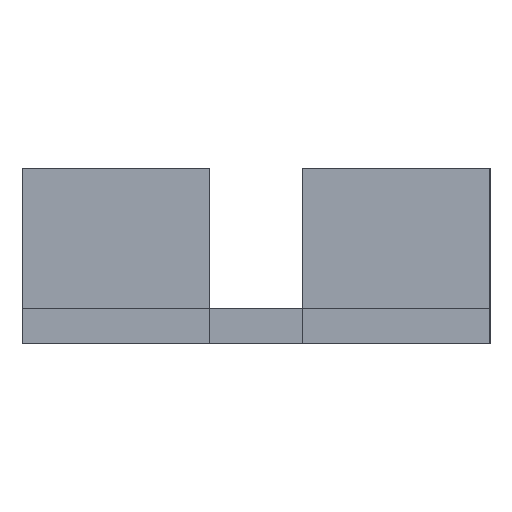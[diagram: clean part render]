
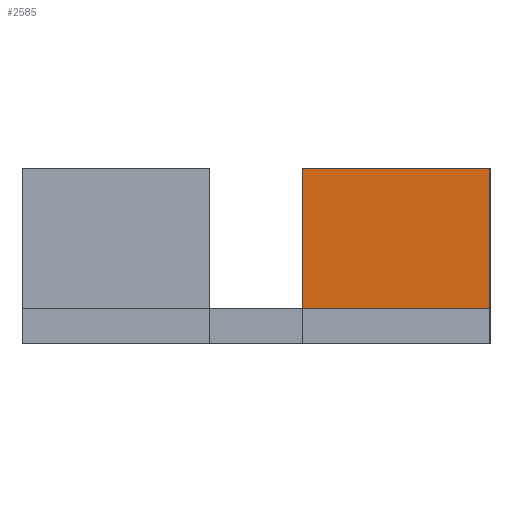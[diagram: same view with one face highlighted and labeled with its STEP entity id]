
A CAD part, left-side view. The second image highlights one B-rep face of the part: STEP entity #2585.
In plain terms, the highlighted planar face has unit normal (-1, 0, 0).
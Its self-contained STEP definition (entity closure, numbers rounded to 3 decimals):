
#22 = VERTEX_POINT('',#23);
#23 = CARTESIAN_POINT('',(-28.,-20.,-5.5));
#44 = PLANE('',#45);
#45 = AXIS2_PLACEMENT_3D('',#46,#47,#48);
#46 = CARTESIAN_POINT('',(-28.,-4.,-5.5));
#47 = DIRECTION('',(-1.,-0.,-0.));
#48 = DIRECTION('',(0.,-1.,0.));
#126 = PLANE('',#127);
#127 = AXIS2_PLACEMENT_3D('',#128,#129,#130);
#128 = CARTESIAN_POINT('',(-12.,-20.,-5.5));
#129 = DIRECTION('',(0.,-1.,0.));
#130 = DIRECTION('',(-1.,0.,0.));
#142 = VERTEX_POINT('',#143);
#143 = CARTESIAN_POINT('',(-28.,-4.,-5.5));
#193 = EDGE_CURVE('',#142,#22,#194,.T.);
#194 = SURFACE_CURVE('',#195,(#199,#206),.PCURVE_S1.);
#195 = LINE('',#196,#197);
#196 = CARTESIAN_POINT('',(-28.,-4.,-5.5));
#197 = VECTOR('',#198,1.);
#198 = DIRECTION('',(0.,-1.,0.));
#199 = PCURVE('',#44,#200);
#200 = DEFINITIONAL_REPRESENTATION('',(#201),#205);
#201 = LINE('',#202,#203);
#202 = CARTESIAN_POINT('',(0.,0.));
#203 = VECTOR('',#204,1.);
#204 = DIRECTION('',(1.,0.));
#205 = ( GEOMETRIC_REPRESENTATION_CONTEXT(2) 
PARAMETRIC_REPRESENTATION_CONTEXT() REPRESENTATION_CONTEXT('2D SPACE',''
  ) );
#206 = PCURVE('',#207,#212);
#207 = PLANE('',#208);
#208 = AXIS2_PLACEMENT_3D('',#209,#210,#211);
#209 = CARTESIAN_POINT('',(-28.,-20.,-5.5));
#210 = DIRECTION('',(-1.,0.,0.));
#211 = DIRECTION('',(0.,1.,0.));
#212 = DEFINITIONAL_REPRESENTATION('',(#213),#217);
#213 = LINE('',#214,#215);
#214 = CARTESIAN_POINT('',(16.,0.));
#215 = VECTOR('',#216,1.);
#216 = DIRECTION('',(-1.,0.));
#217 = ( GEOMETRIC_REPRESENTATION_CONTEXT(2) 
PARAMETRIC_REPRESENTATION_CONTEXT() REPRESENTATION_CONTEXT('2D SPACE',''
  ) );
#327 = VERTEX_POINT('',#328);
#328 = CARTESIAN_POINT('',(-28.,-20.,6.5));
#342 = PLANE('',#343);
#343 = AXIS2_PLACEMENT_3D('',#344,#345,#346);
#344 = CARTESIAN_POINT('',(-20.,-12.,6.5));
#345 = DIRECTION('',(-0.,-0.,-1.));
#346 = DIRECTION('',(-1.,0.,0.));
#354 = EDGE_CURVE('',#22,#327,#355,.T.);
#355 = SURFACE_CURVE('',#356,(#360,#367),.PCURVE_S1.);
#356 = LINE('',#357,#358);
#357 = CARTESIAN_POINT('',(-28.,-20.,-5.5));
#358 = VECTOR('',#359,1.);
#359 = DIRECTION('',(0.,0.,1.));
#360 = PCURVE('',#126,#361);
#361 = DEFINITIONAL_REPRESENTATION('',(#362),#366);
#362 = LINE('',#363,#364);
#363 = CARTESIAN_POINT('',(16.,0.));
#364 = VECTOR('',#365,1.);
#365 = DIRECTION('',(0.,-1.));
#366 = ( GEOMETRIC_REPRESENTATION_CONTEXT(2) 
PARAMETRIC_REPRESENTATION_CONTEXT() REPRESENTATION_CONTEXT('2D SPACE',''
  ) );
#367 = PCURVE('',#207,#368);
#368 = DEFINITIONAL_REPRESENTATION('',(#369),#373);
#369 = LINE('',#370,#371);
#370 = CARTESIAN_POINT('',(0.,0.));
#371 = VECTOR('',#372,1.);
#372 = DIRECTION('',(0.,-1.));
#373 = ( GEOMETRIC_REPRESENTATION_CONTEXT(2) 
PARAMETRIC_REPRESENTATION_CONTEXT() REPRESENTATION_CONTEXT('2D SPACE',''
  ) );
#2574 = PLANE('',#2575);
#2575 = AXIS2_PLACEMENT_3D('',#2576,#2577,#2578);
#2576 = CARTESIAN_POINT('',(-28.,-4.,-5.5));
#2577 = DIRECTION('',(0.,1.,0.));
#2578 = DIRECTION('',(1.,0.,0.));
#2585 = ADVANCED_FACE('',(#2586),#207,.T.);
#2586 = FACE_BOUND('',#2587,.T.);
#2587 = EDGE_LOOP('',(#2588,#2589,#2612,#2633));
#2588 = ORIENTED_EDGE('',*,*,#354,.T.);
#2589 = ORIENTED_EDGE('',*,*,#2590,.T.);
#2590 = EDGE_CURVE('',#327,#2591,#2593,.T.);
#2591 = VERTEX_POINT('',#2592);
#2592 = CARTESIAN_POINT('',(-28.,-4.,6.5));
#2593 = SURFACE_CURVE('',#2594,(#2598,#2605),.PCURVE_S1.);
#2594 = LINE('',#2595,#2596);
#2595 = CARTESIAN_POINT('',(-28.,-20.,6.5));
#2596 = VECTOR('',#2597,1.);
#2597 = DIRECTION('',(0.,1.,0.));
#2598 = PCURVE('',#207,#2599);
#2599 = DEFINITIONAL_REPRESENTATION('',(#2600),#2604);
#2600 = LINE('',#2601,#2602);
#2601 = CARTESIAN_POINT('',(0.,-12.));
#2602 = VECTOR('',#2603,1.);
#2603 = DIRECTION('',(1.,0.));
#2604 = ( GEOMETRIC_REPRESENTATION_CONTEXT(2) 
PARAMETRIC_REPRESENTATION_CONTEXT() REPRESENTATION_CONTEXT('2D SPACE',''
  ) );
#2605 = PCURVE('',#342,#2606);
#2606 = DEFINITIONAL_REPRESENTATION('',(#2607),#2611);
#2607 = LINE('',#2608,#2609);
#2608 = CARTESIAN_POINT('',(8.,-8.));
#2609 = VECTOR('',#2610,1.);
#2610 = DIRECTION('',(0.,1.));
#2611 = ( GEOMETRIC_REPRESENTATION_CONTEXT(2) 
PARAMETRIC_REPRESENTATION_CONTEXT() REPRESENTATION_CONTEXT('2D SPACE',''
  ) );
#2612 = ORIENTED_EDGE('',*,*,#2613,.F.);
#2613 = EDGE_CURVE('',#142,#2591,#2614,.T.);
#2614 = SURFACE_CURVE('',#2615,(#2619,#2626),.PCURVE_S1.);
#2615 = LINE('',#2616,#2617);
#2616 = CARTESIAN_POINT('',(-28.,-4.,-5.5));
#2617 = VECTOR('',#2618,1.);
#2618 = DIRECTION('',(0.,0.,1.));
#2619 = PCURVE('',#207,#2620);
#2620 = DEFINITIONAL_REPRESENTATION('',(#2621),#2625);
#2621 = LINE('',#2622,#2623);
#2622 = CARTESIAN_POINT('',(16.,0.));
#2623 = VECTOR('',#2624,1.);
#2624 = DIRECTION('',(0.,-1.));
#2625 = ( GEOMETRIC_REPRESENTATION_CONTEXT(2) 
PARAMETRIC_REPRESENTATION_CONTEXT() REPRESENTATION_CONTEXT('2D SPACE',''
  ) );
#2626 = PCURVE('',#2574,#2627);
#2627 = DEFINITIONAL_REPRESENTATION('',(#2628),#2632);
#2628 = LINE('',#2629,#2630);
#2629 = CARTESIAN_POINT('',(0.,0.));
#2630 = VECTOR('',#2631,1.);
#2631 = DIRECTION('',(0.,-1.));
#2632 = ( GEOMETRIC_REPRESENTATION_CONTEXT(2) 
PARAMETRIC_REPRESENTATION_CONTEXT() REPRESENTATION_CONTEXT('2D SPACE',''
  ) );
#2633 = ORIENTED_EDGE('',*,*,#193,.T.);
